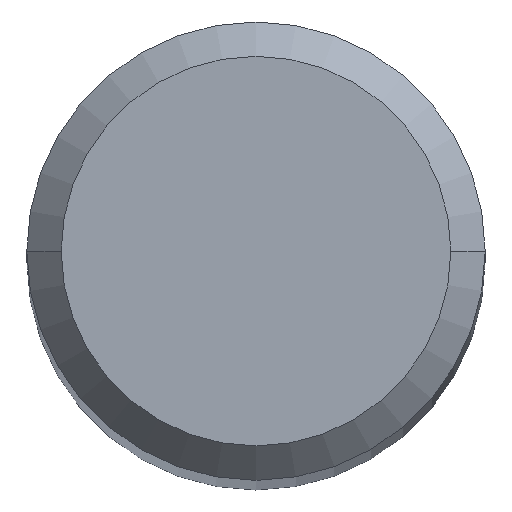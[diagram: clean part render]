
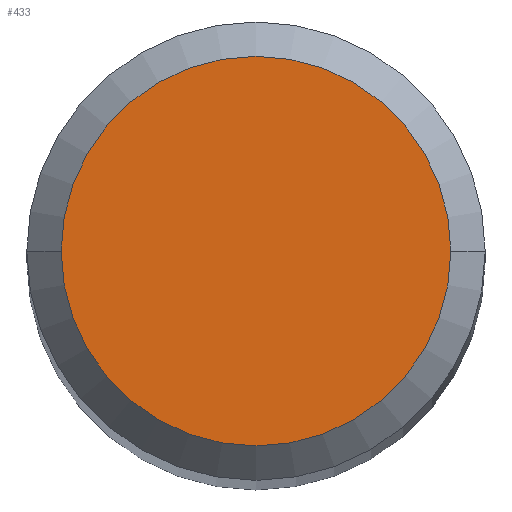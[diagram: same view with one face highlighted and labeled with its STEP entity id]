
A CAD part, top view. The second image highlights one B-rep face of the part: STEP entity #433.
In plain terms, the highlighted planar face has unit normal (0, 0, 1).
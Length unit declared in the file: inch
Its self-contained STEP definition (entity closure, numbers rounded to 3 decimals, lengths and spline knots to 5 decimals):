
#24 = DIRECTION ( 'NONE',  ( 0., 0., -1. ) ) ;
#26 = FACE_OUTER_BOUND ( 'NONE', #410, .T. ) ;
#44 = AXIS2_PLACEMENT_3D ( 'NONE', #98, #213, #432 ) ;
#50 = CARTESIAN_POINT ( 'NONE',  ( 0., 0., 0. ) ) ;
#82 = CIRCLE ( 'NONE', #362, 0.05019 ) ;
#98 = CARTESIAN_POINT ( 'NONE',  ( 0., 0., 0. ) ) ;
#158 = PLANE ( 'NONE',  #404 ) ;
#190 = CARTESIAN_POINT ( 'NONE',  ( 0., 0., 0. ) ) ;
#213 = DIRECTION ( 'NONE',  ( 0., 0., 1. ) ) ;
#217 = CARTESIAN_POINT ( 'NONE',  ( 0.05019, 0., 0. ) ) ;
#238 = EDGE_CURVE ( 'NONE', #309, #374, #290, .T. ) ;
#256 = DIRECTION ( 'NONE',  ( 0., 0., 1. ) ) ;
#259 = EDGE_CURVE ( 'NONE', #374, #309, #82, .T. ) ;
#264 = DIRECTION ( 'NONE',  ( -1., 0., 0. ) ) ;
#268 = CARTESIAN_POINT ( 'NONE',  ( -0.05019, 0., 0. ) ) ;
#290 = CIRCLE ( 'NONE', #44, 0.05019 ) ;
#309 = VERTEX_POINT ( 'NONE', #217 ) ;
#350 = ORIENTED_EDGE ( 'NONE', *, *, #259, .T. ) ;
#362 = AXIS2_PLACEMENT_3D ( 'NONE', #50, #256, #393 ) ;
#374 = VERTEX_POINT ( 'NONE', #268 ) ;
#393 = DIRECTION ( 'NONE',  ( 1., 0., 0. ) ) ;
#394 = ORIENTED_EDGE ( 'NONE', *, *, #238, .T. ) ;
#404 = AXIS2_PLACEMENT_3D ( 'NONE', #190, #24, #264 ) ;
#410 = EDGE_LOOP ( 'NONE', ( #350, #394 ) ) ;
#432 = DIRECTION ( 'NONE',  ( 1., 0., 0. ) ) ;
#433 = ADVANCED_FACE ( 'NONE', ( #26 ), #158, .F. ) ;
